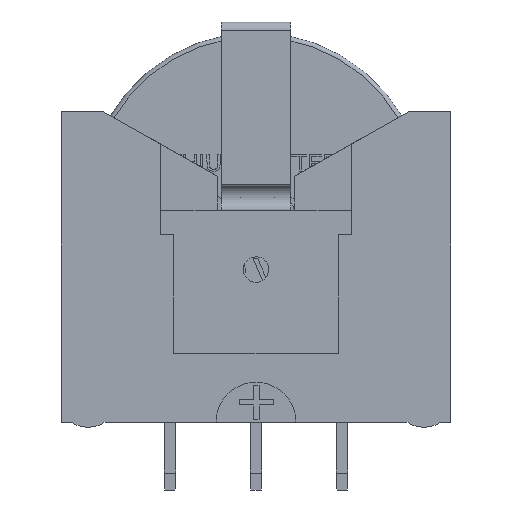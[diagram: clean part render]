
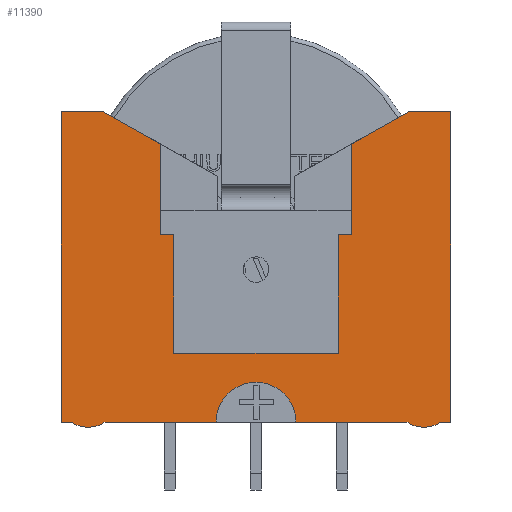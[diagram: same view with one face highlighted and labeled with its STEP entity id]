
A CAD part, front view. The second image highlights one B-rep face of the part: STEP entity #11390.
In plain terms, the highlighted planar face has unit normal (0, -1, 0).
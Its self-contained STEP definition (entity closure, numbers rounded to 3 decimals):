
#395=CIRCLE('',#11848,2.36);
#396=CIRCLE('',#11849,1.817);
#397=CIRCLE('',#11850,1.817);
#729=ORIENTED_EDGE('',*,*,#3104,.T.);
#730=ORIENTED_EDGE('',*,*,#3199,.T.);
#731=ORIENTED_EDGE('',*,*,#3108,.T.);
#732=ORIENTED_EDGE('',*,*,#3200,.F.);
#733=ORIENTED_EDGE('',*,*,#3201,.T.);
#734=ORIENTED_EDGE('',*,*,#3202,.F.);
#735=ORIENTED_EDGE('',*,*,#3203,.F.);
#736=ORIENTED_EDGE('',*,*,#3204,.F.);
#737=ORIENTED_EDGE('',*,*,#3205,.T.);
#738=ORIENTED_EDGE('',*,*,#3206,.T.);
#739=ORIENTED_EDGE('',*,*,#2974,.F.);
#740=ORIENTED_EDGE('',*,*,#3207,.F.);
#741=ORIENTED_EDGE('',*,*,#2988,.F.);
#742=ORIENTED_EDGE('',*,*,#3208,.T.);
#743=ORIENTED_EDGE('',*,*,#3209,.T.);
#744=ORIENTED_EDGE('',*,*,#3210,.F.);
#745=ORIENTED_EDGE('',*,*,#3211,.F.);
#746=ORIENTED_EDGE('',*,*,#3212,.T.);
#747=ORIENTED_EDGE('',*,*,#3213,.T.);
#748=ORIENTED_EDGE('',*,*,#3214,.F.);
#2974=EDGE_CURVE('',#4225,#4226,#5100,.T.);
#2988=EDGE_CURVE('',#4237,#4236,#5113,.T.);
#3104=EDGE_CURVE('',#4331,#4329,#5225,.T.);
#3108=EDGE_CURVE('',#4335,#4334,#5229,.T.);
#3199=EDGE_CURVE('',#4329,#4335,#395,.T.);
#3200=EDGE_CURVE('',#4422,#4334,#396,.T.);
#3201=EDGE_CURVE('',#4422,#4423,#5315,.T.);
#3202=EDGE_CURVE('',#4424,#4423,#5316,.T.);
#3203=EDGE_CURVE('',#4425,#4424,#5317,.T.);
#3204=EDGE_CURVE('',#4426,#4425,#5318,.T.);
#3205=EDGE_CURVE('',#4426,#4427,#5319,.T.);
#3206=EDGE_CURVE('',#4427,#4226,#5320,.T.);
#3207=EDGE_CURVE('',#4236,#4225,#5321,.T.);
#3208=EDGE_CURVE('',#4237,#4428,#5322,.T.);
#3209=EDGE_CURVE('',#4428,#4429,#5323,.T.);
#3210=EDGE_CURVE('',#4430,#4429,#5324,.T.);
#3211=EDGE_CURVE('',#4431,#4430,#5325,.T.);
#3212=EDGE_CURVE('',#4431,#4432,#5326,.T.);
#3213=EDGE_CURVE('',#4432,#4433,#5327,.T.);
#3214=EDGE_CURVE('',#4331,#4433,#397,.T.);
#4225=VERTEX_POINT('',#14009);
#4226=VERTEX_POINT('',#14011);
#4236=VERTEX_POINT('',#14035);
#4237=VERTEX_POINT('',#14037);
#4329=VERTEX_POINT('',#14264);
#4331=VERTEX_POINT('',#14267);
#4334=VERTEX_POINT('',#14273);
#4335=VERTEX_POINT('',#14275);
#4422=VERTEX_POINT('',#14500);
#4423=VERTEX_POINT('',#14502);
#4424=VERTEX_POINT('',#14504);
#4425=VERTEX_POINT('',#14506);
#4426=VERTEX_POINT('',#14508);
#4427=VERTEX_POINT('',#14510);
#4428=VERTEX_POINT('',#14514);
#4429=VERTEX_POINT('',#14516);
#4430=VERTEX_POINT('',#14518);
#4431=VERTEX_POINT('',#14520);
#4432=VERTEX_POINT('',#14522);
#4433=VERTEX_POINT('',#14524);
#5100=LINE('',#14010,#6028);
#5113=LINE('',#14038,#6041);
#5225=LINE('',#14266,#6153);
#5229=LINE('',#14274,#6157);
#5315=LINE('',#14501,#6243);
#5316=LINE('',#14503,#6244);
#5317=LINE('',#14505,#6245);
#5318=LINE('',#14507,#6246);
#5319=LINE('',#14509,#6247);
#5320=LINE('',#14511,#6248);
#5321=LINE('',#14512,#6249);
#5322=LINE('',#14513,#6250);
#5323=LINE('',#14515,#6251);
#5324=LINE('',#14517,#6252);
#5325=LINE('',#14519,#6253);
#5326=LINE('',#14521,#6254);
#5327=LINE('',#14523,#6255);
#6028=VECTOR('',#12251,1000.);
#6041=VECTOR('',#12270,1000.);
#6153=VECTOR('',#12428,1000.);
#6157=VECTOR('',#12432,1000.);
#6243=VECTOR('',#12532,1000.);
#6244=VECTOR('',#12533,1000.);
#6245=VECTOR('',#12534,1000.);
#6246=VECTOR('',#12535,1000.);
#6247=VECTOR('',#12536,1000.);
#6248=VECTOR('',#12537,1000.);
#6249=VECTOR('',#12538,1000.);
#6250=VECTOR('',#12539,1000.);
#6251=VECTOR('',#12540,1000.);
#6252=VECTOR('',#12541,1000.);
#6253=VECTOR('',#12542,1000.);
#6254=VECTOR('',#12543,1000.);
#6255=VECTOR('',#12544,1000.);
#6987=EDGE_LOOP('',(#729,#730,#731,#732,#733,#734,#735,#736,#737,#738,#739,
#740,#741,#742,#743,#744,#745,#746,#747,#748));
#7497=FACE_BOUND('',#6987,.T.);
#7988=PLANE('',#11847);
#11390=ADVANCED_FACE('',(#7497),#7988,.F.);
#11847=AXIS2_PLACEMENT_3D('',#14497,#12526,#12527);
#11848=AXIS2_PLACEMENT_3D('',#14498,#12528,#12529);
#11849=AXIS2_PLACEMENT_3D('',#14499,#12530,#12531);
#11850=AXIS2_PLACEMENT_3D('',#14525,#12545,#12546);
#12251=DIRECTION('',(0.,0.,1.));
#12270=DIRECTION('',(0.,0.,-1.));
#12428=DIRECTION('',(1.,0.,0.));
#12432=DIRECTION('',(1.,0.,0.));
#12526=DIRECTION('',(0.,1.,0.));
#12527=DIRECTION('',(-1.,0.,0.));
#12528=DIRECTION('',(0.,1.,0.));
#12529=DIRECTION('',(1.,0.,0.));
#12530=DIRECTION('',(0.,1.,0.));
#12531=DIRECTION('',(-1.,0.,0.));
#12532=DIRECTION('',(1.,0.,0.));
#12533=DIRECTION('',(0.,0.,-1.));
#12534=DIRECTION('',(1.,0.,0.));
#12535=DIRECTION('',(0.871,0.,0.491));
#12536=DIRECTION('',(0.,0.,-1.));
#12537=DIRECTION('',(-1.,0.,0.));
#12538=DIRECTION('',(1.,0.,0.));
#12539=DIRECTION('',(-1.,0.,0.));
#12540=DIRECTION('',(0.,0.,1.));
#12541=DIRECTION('',(0.871,0.,-0.491));
#12542=DIRECTION('',(1.,0.,0.));
#12543=DIRECTION('',(0.,0.,-1.));
#12544=DIRECTION('',(1.,0.,0.));
#12545=DIRECTION('',(0.,1.,0.));
#12546=DIRECTION('',(1.,0.,0.));
#14009=CARTESIAN_POINT('',(4.84,-3.05,4.06));
#14010=CARTESIAN_POINT('',(4.84,-3.05,4.06));
#14011=CARTESIAN_POINT('',(4.84,-3.05,11.06));
#14035=CARTESIAN_POINT('',(-4.84,-3.05,4.06));
#14037=CARTESIAN_POINT('',(-4.84,-3.05,11.06));
#14038=CARTESIAN_POINT('',(-4.84,-3.05,11.06));
#14264=CARTESIAN_POINT('',(-2.36,-3.05,0.));
#14266=CARTESIAN_POINT('',(-11.5,-3.05,0.));
#14267=CARTESIAN_POINT('',(-8.9,-3.05,0.));
#14273=CARTESIAN_POINT('',(8.9,-3.05,0.));
#14274=CARTESIAN_POINT('',(-11.5,-3.05,0.));
#14275=CARTESIAN_POINT('',(2.36,-3.05,0.));
#14497=CARTESIAN_POINT('',(-11.5,-3.05,18.3));
#14498=CARTESIAN_POINT('',(0.,-3.05,0.));
#14499=CARTESIAN_POINT('',(9.9,-3.05,1.517));
#14500=CARTESIAN_POINT('',(10.9,-3.05,0.));
#14501=CARTESIAN_POINT('',(-11.5,-3.05,0.));
#14502=CARTESIAN_POINT('',(11.5,-3.05,0.));
#14503=CARTESIAN_POINT('',(11.5,-3.05,18.3));
#14504=CARTESIAN_POINT('',(11.5,-3.05,18.3));
#14505=CARTESIAN_POINT('',(-11.5,-3.05,18.3));
#14506=CARTESIAN_POINT('',(9.,-3.05,18.3));
#14507=CARTESIAN_POINT('',(2.25,-3.05,14.5));
#14508=CARTESIAN_POINT('',(5.62,-3.05,16.397));
#14509=CARTESIAN_POINT('',(5.62,-3.05,18.3));
#14510=CARTESIAN_POINT('',(5.62,-3.05,11.06));
#14511=CARTESIAN_POINT('',(5.62,-3.05,11.06));
#14512=CARTESIAN_POINT('',(-4.84,-3.05,4.06));
#14513=CARTESIAN_POINT('',(5.62,-3.05,11.06));
#14514=CARTESIAN_POINT('',(-5.62,-3.05,11.06));
#14515=CARTESIAN_POINT('',(-5.62,-3.05,11.06));
#14516=CARTESIAN_POINT('',(-5.62,-3.05,16.397));
#14517=CARTESIAN_POINT('',(-9.,-3.05,18.3));
#14518=CARTESIAN_POINT('',(-9.,-3.05,18.3));
#14519=CARTESIAN_POINT('',(-11.5,-3.05,18.3));
#14520=CARTESIAN_POINT('',(-11.5,-3.05,18.3));
#14521=CARTESIAN_POINT('',(-11.5,-3.05,18.3));
#14522=CARTESIAN_POINT('',(-11.5,-3.05,0.));
#14523=CARTESIAN_POINT('',(-11.5,-3.05,0.));
#14524=CARTESIAN_POINT('',(-10.9,-3.05,0.));
#14525=CARTESIAN_POINT('',(-9.9,-3.05,1.517));
